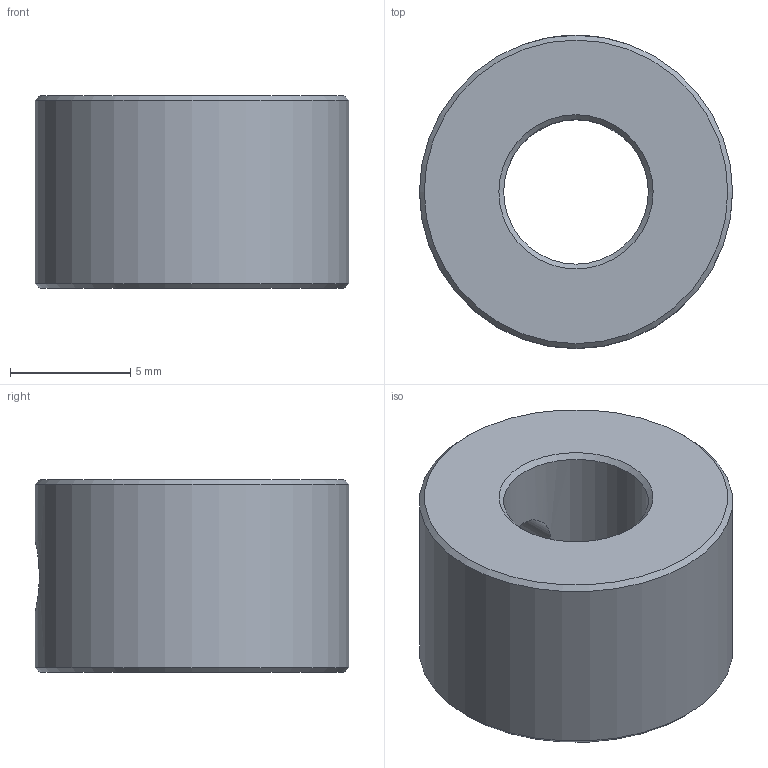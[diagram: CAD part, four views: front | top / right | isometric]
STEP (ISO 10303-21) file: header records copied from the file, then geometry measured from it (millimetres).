
FILE_DESCRIPTION(/* description */ (''),/* implementation_level */ '2;1');
FILE_NAME(/* name */ 'REV-41-1327.step',/* time_stamp */ '2017-04-10T11:16:28-05:00',/* author */ (''),/* organization */ (''),/* preprocessor_version */ 'ST-DEVELOPER v16.5',/* originating_system */ 'Autodesk Translation Framework v5.2.0.2920',/* authorisation */ '');
FILE_SCHEMA (('AUTOMOTIVE_DESIGN { 1 0 10303 214 3 1 1 }'));
Length unit declared in the file: millimetre
Products named in the file (1): REV-41-1327 v1
Bounding box: 13 x 13 x 8 mm (x, y, z)
Volume: 816.3 mm3; surface area: 689.4 mm2
Topology: 1 solids, 1 shells, 10 faces, 19 edges, 11 vertices
Faces by surface type: cone 4, cylinder 3, plane 2, bspline 1
Full cylindrical faces by diameter (mm): 2.46 x1, 6 x1, 13 x1
Entity records: 448 total; most frequent: CARTESIAN_POINT 238, DIRECTION 37, ORIENTED_EDGE 24, EDGE_LOOP 21, AXIS2_PLACEMENT_3D 18, EDGE_CURVE 12, FACE_BOUND 11, VERTEX_POINT 11
